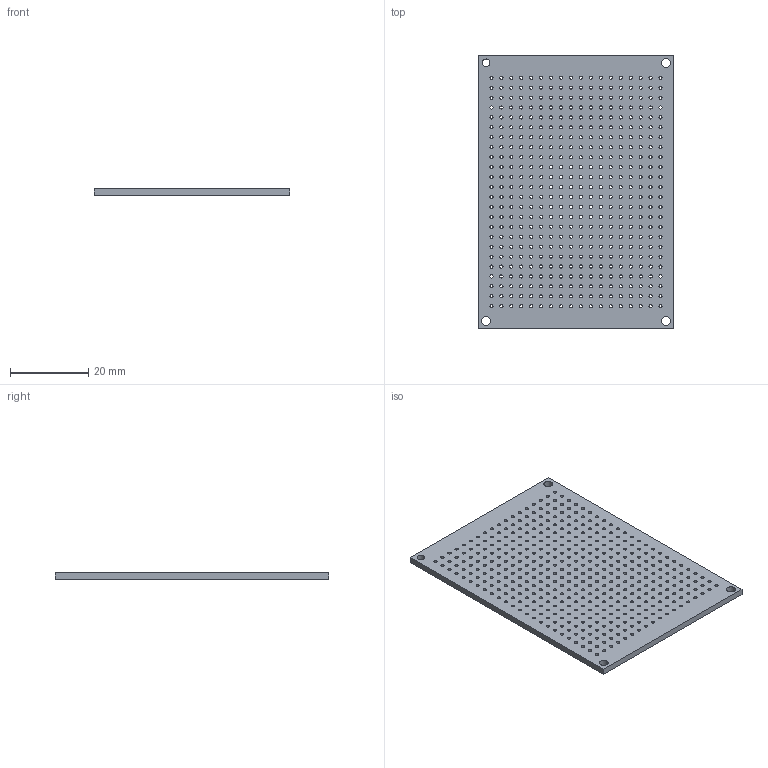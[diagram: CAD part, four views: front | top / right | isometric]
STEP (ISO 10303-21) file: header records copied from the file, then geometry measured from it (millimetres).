
FILE_DESCRIPTION(('FreeCAD Model'),'2;1');
FILE_NAME('pcb.step','2017-04-04T13:29:17',('Author'),(''), 'Open CASCADE STEP processor 6.8','FreeCAD','Unknown');
FILE_SCHEMA(('AUTOMOTIVE_DESIGN_CC2 { 1 2 10303 214 -1 1 5 4 }'));
Length unit declared in the file: millimetre
Products named in the file (2): ASSEMBLY; PCB
Assembly tree (1 placements, depth 2):
  ASSEMBLY
    PCB
Bounding box: 50 x 70 x 1.6 mm (x, y, z)
Volume: 5228.4 mm3; surface area: 8700.7 mm2
Topology: 1 solids, 1 shells, 442 faces, 1320 edges, 880 vertices
Faces by surface type: cylinder 436, plane 6
Full cylindrical faces by diameter (mm): 0.8 x432, 2 x1, 2.253 x3
Entity records: 55959 total; most frequent: CARTESIAN_POINT 31204, DIRECTION 3992, ORIENTED_EDGE 2640, PCURVE 2640, DEFINITIONAL_REPRESENTATION 2640, LINE 1352, VECTOR 1352, EDGE_CURVE 1320
